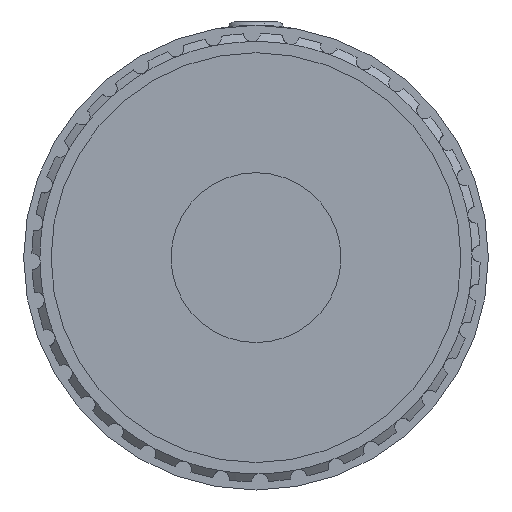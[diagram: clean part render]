
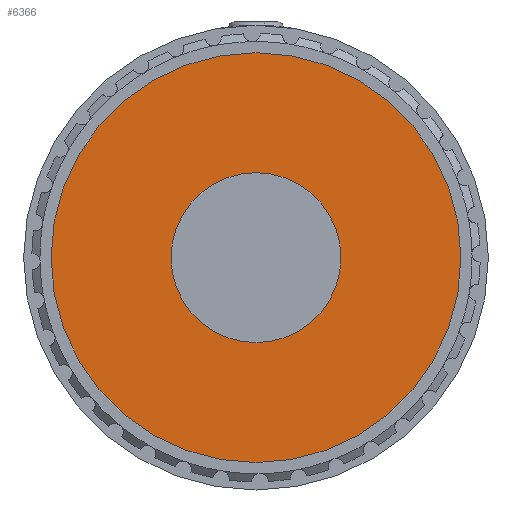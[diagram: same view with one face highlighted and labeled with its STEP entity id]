
A CAD part, front view. The second image highlights one B-rep face of the part: STEP entity #6366.
In plain terms, the highlighted planar face has unit normal (0, -1, 0).
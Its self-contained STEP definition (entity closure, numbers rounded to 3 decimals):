
#98 = ORIENTED_EDGE ( 'NONE', *, *, #4021, .F. ) ;
#273 = FACE_BOUND ( 'NONE', #8121, .T. ) ;
#318 = VERTEX_POINT ( 'NONE', #3789 ) ;
#662 = EDGE_CURVE ( 'NONE', #3456, #892, #7004, .T. ) ;
#892 = VERTEX_POINT ( 'NONE', #2529 ) ;
#1013 = DIRECTION ( 'NONE',  ( 0., 1., 0. ) ) ;
#1090 = FACE_OUTER_BOUND ( 'NONE', #10116, .T. ) ;
#1421 = AXIS2_PLACEMENT_3D ( 'NONE', #5116, #2757, #6081 ) ;
#1442 = DIRECTION ( 'NONE',  ( -1., 0., 0. ) ) ;
#1953 = AXIS2_PLACEMENT_3D ( 'NONE', #10609, #7161, #1442 ) ;
#2529 = CARTESIAN_POINT ( 'NONE',  ( 7.75, -32.943, 0. ) ) ;
#2658 = PLANE ( 'NONE',  #1421 ) ;
#2677 = ORIENTED_EDGE ( 'NONE', *, *, #8139, .F. ) ;
#2757 = DIRECTION ( 'NONE',  ( 0., -1., 0. ) ) ;
#2892 = DIRECTION ( 'NONE',  ( -1., 0., 0. ) ) ;
#3046 = CIRCLE ( 'NONE', #10678, 18.7 ) ;
#3166 = DIRECTION ( 'NONE',  ( -1., 0., 0. ) ) ;
#3217 = CARTESIAN_POINT ( 'NONE',  ( 0., -32.943, 0. ) ) ;
#3456 = VERTEX_POINT ( 'NONE', #5665 ) ;
#3789 = CARTESIAN_POINT ( 'NONE',  ( 18.7, -32.943, 0. ) ) ;
#3871 = DIRECTION ( 'NONE',  ( 0., 1., 0. ) ) ;
#4021 = EDGE_CURVE ( 'NONE', #318, #10437, #3046, .T. ) ;
#5116 = CARTESIAN_POINT ( 'NONE',  ( -7.75, -32.943, 0. ) ) ;
#5193 = DIRECTION ( 'NONE',  ( -1., 0., 0. ) ) ;
#5621 = CARTESIAN_POINT ( 'NONE',  ( -18.7, -32.943, 0. ) ) ;
#5665 = CARTESIAN_POINT ( 'NONE',  ( -7.75, -32.943, 0. ) ) ;
#6081 = DIRECTION ( 'NONE',  ( 1., 0., 0. ) ) ;
#6366 = ADVANCED_FACE ( 'NONE', ( #273, #1090 ), #2658, .T. ) ;
#6723 = ORIENTED_EDGE ( 'NONE', *, *, #9434, .T. ) ;
#7004 = CIRCLE ( 'NONE', #1953, 7.75 ) ;
#7161 = DIRECTION ( 'NONE',  ( 0., 1., 0. ) ) ;
#7621 = AXIS2_PLACEMENT_3D ( 'NONE', #8438, #1013, #5193 ) ;
#8121 = EDGE_LOOP ( 'NONE', ( #9456, #6723 ) ) ;
#8139 = EDGE_CURVE ( 'NONE', #10437, #318, #8331, .T. ) ;
#8331 = CIRCLE ( 'NONE', #8876, 18.7 ) ;
#8438 = CARTESIAN_POINT ( 'NONE',  ( 0., -32.943, 0. ) ) ;
#8876 = AXIS2_PLACEMENT_3D ( 'NONE', #3217, #10596, #3166 ) ;
#9434 = EDGE_CURVE ( 'NONE', #892, #3456, #9503, .T. ) ;
#9456 = ORIENTED_EDGE ( 'NONE', *, *, #662, .T. ) ;
#9503 = CIRCLE ( 'NONE', #7621, 7.75 ) ;
#10116 = EDGE_LOOP ( 'NONE', ( #2677, #98 ) ) ;
#10336 = CARTESIAN_POINT ( 'NONE',  ( 0., -32.943, 0. ) ) ;
#10437 = VERTEX_POINT ( 'NONE', #5621 ) ;
#10596 = DIRECTION ( 'NONE',  ( 0., 1., 0. ) ) ;
#10609 = CARTESIAN_POINT ( 'NONE',  ( 0., -32.943, 0. ) ) ;
#10678 = AXIS2_PLACEMENT_3D ( 'NONE', #10336, #3871, #2892 ) ;
